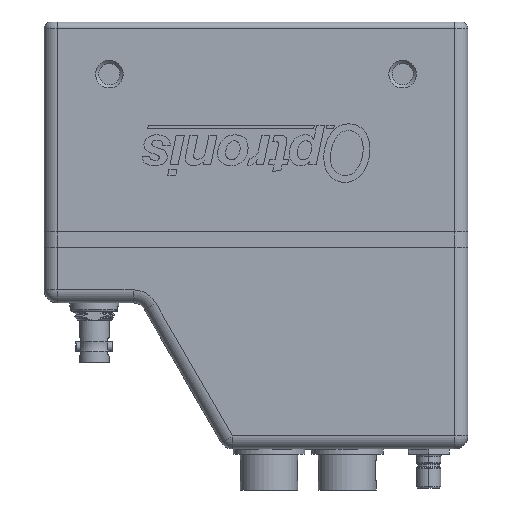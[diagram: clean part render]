
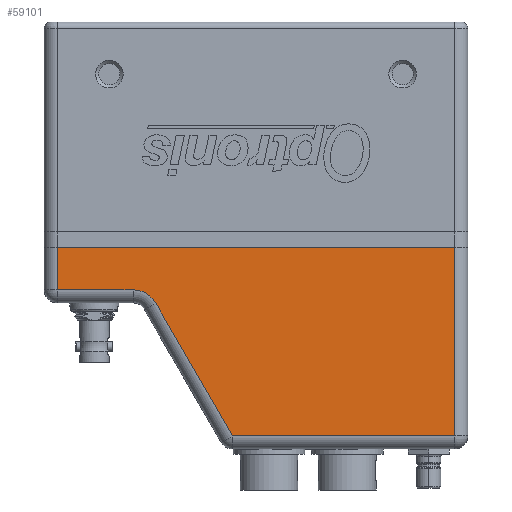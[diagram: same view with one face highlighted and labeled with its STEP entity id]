
A CAD part, left-side view. The second image highlights one B-rep face of the part: STEP entity #59101.
In plain terms, the highlighted planar face has unit normal (-1, 0, 0).
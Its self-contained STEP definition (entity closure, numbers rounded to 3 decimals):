
#2567=CIRCLE('',#63210,4.);
#6003=FACE_OUTER_BOUND('',#9290,.T.);
#9290=EDGE_LOOP('',(#43573,#43574,#43575,#43576,#43577,#43578,#43579));
#14270=LINE('',#94541,#19161);
#14357=LINE('',#94820,#19248);
#14364=LINE('',#94852,#19255);
#14366=LINE('',#94858,#19257);
#14692=LINE('',#95741,#19583);
#14693=LINE('',#95743,#19584);
#19161=VECTOR('',#72025,10.);
#19248=VECTOR('',#72314,10.);
#19255=VECTOR('',#72351,10.);
#19257=VECTOR('',#72359,10.);
#19583=VECTOR('',#73231,10.);
#19584=VECTOR('',#73234,10.);
#24355=VERTEX_POINT('',#94538);
#24356=VERTEX_POINT('',#94540);
#24436=VERTEX_POINT('',#94817);
#24437=VERTEX_POINT('',#94819);
#24446=VERTEX_POINT('',#94849);
#24447=VERTEX_POINT('',#94851);
#24448=VERTEX_POINT('',#94856);
#31067=EDGE_CURVE('',#24355,#24356,#14270,.T.);
#31201=EDGE_CURVE('',#24436,#24437,#14357,.T.);
#31218=EDGE_CURVE('',#24446,#24447,#14364,.T.);
#31222=EDGE_CURVE('',#24448,#24446,#14366,.T.);
#31226=EDGE_CURVE('',#24447,#24436,#2567,.T.);
#31656=EDGE_CURVE('',#24437,#24355,#14692,.T.);
#31657=EDGE_CURVE('',#24356,#24448,#14693,.T.);
#43573=ORIENTED_EDGE('',*,*,#31067,.F.);
#43574=ORIENTED_EDGE('',*,*,#31656,.F.);
#43575=ORIENTED_EDGE('',*,*,#31201,.F.);
#43576=ORIENTED_EDGE('',*,*,#31226,.F.);
#43577=ORIENTED_EDGE('',*,*,#31218,.F.);
#43578=ORIENTED_EDGE('',*,*,#31222,.F.);
#43579=ORIENTED_EDGE('',*,*,#31657,.F.);
#53744=PLANE('',#63477);
#59101=ADVANCED_FACE('',(#6003),#53744,.T.);
#63210=AXIS2_PLACEMENT_3D('',#94866,#72373,#72374);
#63477=AXIS2_PLACEMENT_3D('',#95742,#73232,#73233);
#72025=DIRECTION('',(0.,-1.,0.));
#72314=DIRECTION('',(0.,1.,0.));
#72351=DIRECTION('',(0.,0.5,0.866));
#72359=DIRECTION('',(0.,1.,0.));
#72373=DIRECTION('center_axis',(-1.,0.,0.));
#72374=DIRECTION('ref_axis',(0.,-0.5,0.866));
#73231=DIRECTION('',(0.,0.,1.));
#73232=DIRECTION('center_axis',(-1.,0.,0.));
#73233=DIRECTION('ref_axis',(0.,0.,
1.));
#73234=DIRECTION('',(0.,0.,-1.));
#94538=CARTESIAN_POINT('',(-32.5,30.5,-2.4));
#94540=CARTESIAN_POINT('',(-32.5,-30.5,-2.4));
#94541=CARTESIAN_POINT('',(-32.5,-15.25,-2.4));
#94817=CARTESIAN_POINT('',(-32.5,18.855,-8.9));
#94819=CARTESIAN_POINT('',(-32.5,30.5,-8.9));
#94820=CARTESIAN_POINT('',(-32.5,25.1,-8.9));
#94849=CARTESIAN_POINT('',(-32.5,3.613,-31.3));
#94851=CARTESIAN_POINT('',(-32.5,15.391,-10.9));
#94852=CARTESIAN_POINT('',(-32.5,12.607,-15.721));
#94856=CARTESIAN_POINT('',(-32.5,-30.5,-31.3));
#94858=CARTESIAN_POINT('',(-32.5,16.25,-31.3));
#94866=CARTESIAN_POINT('Origin',(-32.5,18.855,-12.9));
#95741=CARTESIAN_POINT('',(-32.5,30.5,-5.1));
#95742=CARTESIAN_POINT('Origin',(-32.5,32.5,-5.1));
#95743=CARTESIAN_POINT('',(-32.5,-30.5,-5.1));
